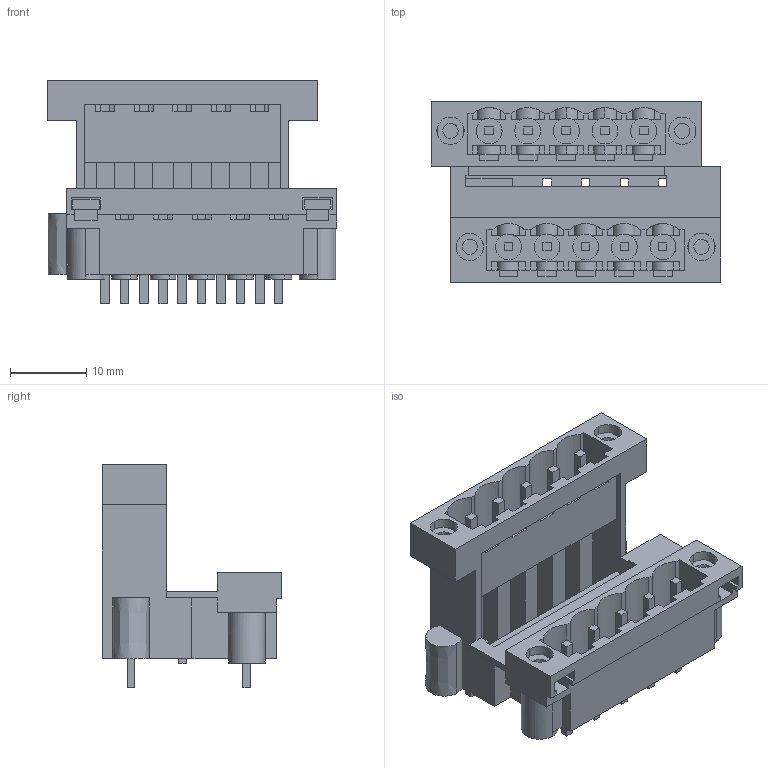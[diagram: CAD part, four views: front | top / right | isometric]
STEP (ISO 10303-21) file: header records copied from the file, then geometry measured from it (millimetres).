
FILE_DESCRIPTION(('CATIA V5 STEP Exchange','CAx-IF Rec.Pracs.--- Model Styling and Organization---1.2---2011-12-15'),'2;1');
FILE_NAME ('D1456911_0_1829040000_1829040000.stp','2018-04-19T13:08:42+00:00',('none'),('Weidmueller'),'CATIA Version 5-6 Release 2014','CATIA V5 STEP AP214','none');
FILE_SCHEMA(('AUTOMOTIVE_DESIGN { 1 0 10303 214 1 1 1 1 }'));
Length unit declared in the file: millimetre
Products named in the file (1): 1829040000
Bounding box: 38.1 x 23.67 x 29.36 mm (x, y, z)
Volume: 5484.4 mm3; surface area: 10163.7 mm2
Topology: 16 solids, 21 shells, 580 faces, 1763 edges, 1212 vertices
Faces by surface type: plane 474, cylinder 102, extrusion 4
Entity records: 19200 total; most frequent: CARTESIAN_POINT 4163, ORIENTED_EDGE 3526, DIRECTION 2410, EDGE_CURVE 1763, VECTOR 1423, LINE 1419, VERTEX_POINT 1212, EDGE_LOOP 637
